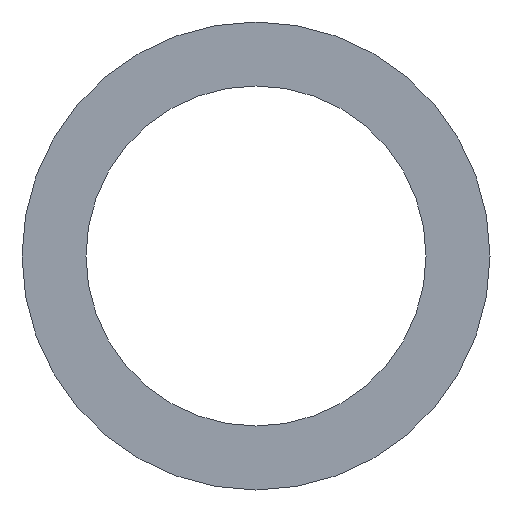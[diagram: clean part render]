
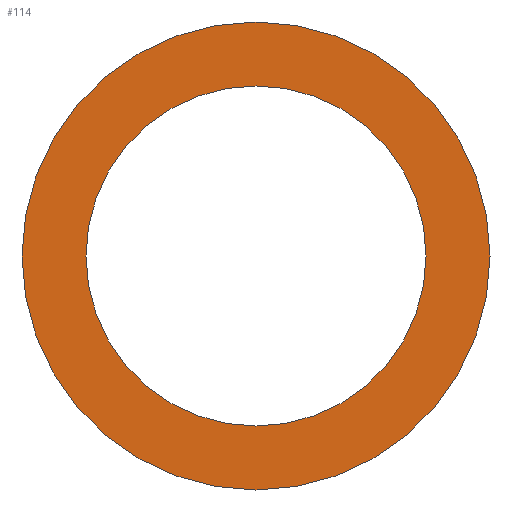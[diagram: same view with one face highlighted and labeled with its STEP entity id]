
A CAD part, left-side view. The second image highlights one B-rep face of the part: STEP entity #114.
In plain terms, the highlighted planar face has unit normal (-1, 0, 0).
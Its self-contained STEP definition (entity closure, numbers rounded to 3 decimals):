
#6 = EDGE_CURVE ( 'NONE', #108, #107, #171, .T. ) ;
#7 = EDGE_CURVE ( 'NONE', #110, #103, #168, .T. ) ;
#21 = CARTESIAN_POINT ( 'NONE',  ( -1., 0., 0. ) ) ;
#27 = DIRECTION ( 'NONE',  ( 0., 0., 1. ) ) ;
#28 = DIRECTION ( 'NONE',  ( 0., 0., 1. ) ) ;
#29 = DIRECTION ( 'NONE',  ( -1., 0., 0. ) ) ;
#30 = CARTESIAN_POINT ( 'NONE',  ( -1., 0., 0. ) ) ;
#32 = CARTESIAN_POINT ( 'NONE',  ( -1., 0., 12.5 ) ) ;
#33 = CARTESIAN_POINT ( 'NONE',  ( -1., 0., -12.5 ) ) ;
#34 = CARTESIAN_POINT ( 'NONE',  ( -1., 0., -17.2 ) ) ;
#37 = PLANE ( 'NONE',  #129 ) ;
#44 = CARTESIAN_POINT ( 'NONE',  ( -1., 0., 17.2 ) ) ;
#48 = CARTESIAN_POINT ( 'NONE',  ( -1., 17.2, 0. ) ) ;
#51 = DIRECTION ( 'NONE',  ( 0., 0., -1. ) ) ;
#52 = DIRECTION ( 'NONE',  ( 1., 0., 0. ) ) ;
#57 = DIRECTION ( 'NONE',  ( 0., 0., 1. ) ) ;
#73 = CARTESIAN_POINT ( 'NONE',  ( -1., 0., 0. ) ) ;
#74 = DIRECTION ( 'NONE',  ( -1., 0., 0. ) ) ;
#78 = CARTESIAN_POINT ( 'NONE',  ( -1., 0., 0. ) ) ;
#79 = DIRECTION ( 'NONE',  ( -1., 0., 0. ) ) ;
#80 = DIRECTION ( 'NONE',  ( -1., 0., 0. ) ) ;
#97 = DIRECTION ( 'NONE',  ( 0., 0., 1. ) ) ;
#102 = EDGE_LOOP ( 'NONE', ( #153, #154 ) ) ;
#103 = VERTEX_POINT ( 'NONE', #33 ) ;
#107 = VERTEX_POINT ( 'NONE', #34 ) ;
#108 = VERTEX_POINT ( 'NONE', #44 ) ;
#110 = VERTEX_POINT ( 'NONE', #32 ) ;
#114 = ADVANCED_FACE ( 'NONE', ( #183, #177 ), #37, .F. ) ;
#122 = EDGE_CURVE ( 'NONE', #103, #110, #189, .T. ) ;
#125 = AXIS2_PLACEMENT_3D ( 'NONE', #78, #79, #57 ) ;
#126 = AXIS2_PLACEMENT_3D ( 'NONE', #30, #29, #28 ) ;
#129 = AXIS2_PLACEMENT_3D ( 'NONE', #48, #52, #51 ) ;
#130 = AXIS2_PLACEMENT_3D ( 'NONE', #73, #74, #27 ) ;
#137 = AXIS2_PLACEMENT_3D ( 'NONE', #21, #80, #97 ) ;
#153 = ORIENTED_EDGE ( 'NONE', *, *, #7, .F. ) ;
#154 = ORIENTED_EDGE ( 'NONE', *, *, #122, .F. ) ;
#155 = ORIENTED_EDGE ( 'NONE', *, *, #6, .T. ) ;
#156 = ORIENTED_EDGE ( 'NONE', *, *, #231, .T. ) ;
#168 = CIRCLE ( 'NONE', #126, 12.5 ) ;
#171 = CIRCLE ( 'NONE', #125, 17.2 ) ;
#177 = FACE_OUTER_BOUND ( 'NONE', #244, .T. ) ;
#178 = CIRCLE ( 'NONE', #137, 17.2 ) ;
#183 = FACE_BOUND ( 'NONE', #102, .T. ) ;
#189 = CIRCLE ( 'NONE', #130, 12.5 ) ;
#231 = EDGE_CURVE ( 'NONE', #107, #108, #178, .T. ) ;
#244 = EDGE_LOOP ( 'NONE', ( #155, #156 ) ) ;
